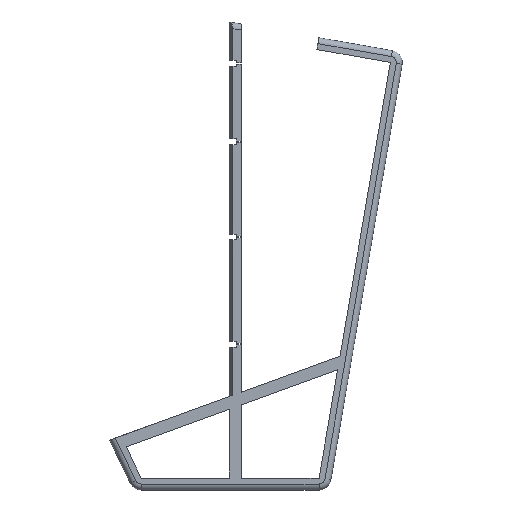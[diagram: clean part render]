
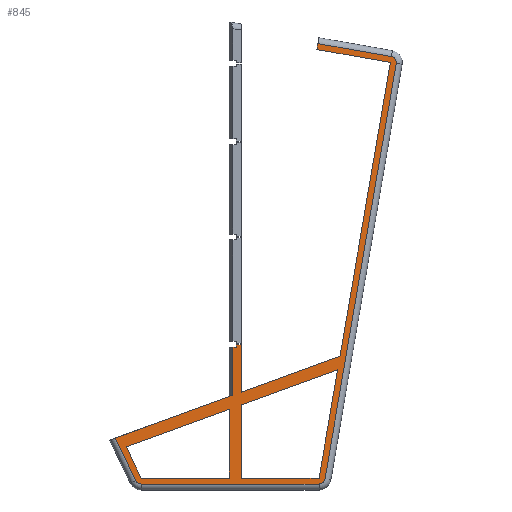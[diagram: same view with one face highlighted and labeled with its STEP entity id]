
A CAD part, top view. The second image highlights one B-rep face of the part: STEP entity #845.
In plain terms, the highlighted planar face has unit normal (0, 0, 1).
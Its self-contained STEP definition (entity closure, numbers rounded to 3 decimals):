
#36=CARTESIAN_POINT('Axis2P3D Location',(425.154,64.931,6.)) ;
#40=CARTESIAN_POINT('Vertex',(426.196,70.839,6.)) ;
#42=CARTESIAN_POINT('Vertex',(431.067,63.916,6.)) ;
#76=CARTESIAN_POINT('Line Origine',(396.42,-138.091,6.)) ;
#80=CARTESIAN_POINT('Vertex',(359.215,-355.014,6.)) ;
#107=CARTESIAN_POINT('Axis2P3D Location',(353.301,-354.,6.)) ;
#111=CARTESIAN_POINT('Vertex',(353.301,-360.,6.)) ;
#138=CARTESIAN_POINT('Line Origine',(289.729,-360.,6.)) ;
#142=CARTESIAN_POINT('Vertex',(173.972,-360.,6.)) ;
#169=CARTESIAN_POINT('Axis2P3D Location',(173.972,-354.,6.)) ;
#173=CARTESIAN_POINT('Vertex',(168.562,-356.595,6.)) ;
#209=CARTESIAN_POINT('Vertex',(147.969,-313.656,6.)) ;
#217=CARTESIAN_POINT('Line Origine',(150.064,-318.024,6.)) ;
#234=CARTESIAN_POINT('Line Origine',(270.,-220.875,6.)) ;
#238=CARTESIAN_POINT('Vertex',(270.,-222.,6.)) ;
#240=CARTESIAN_POINT('Vertex',(270.,-219.75,6.)) ;
#274=CARTESIAN_POINT('Line Origine',(272.5,-219.75,6.)) ;
#278=CARTESIAN_POINT('Vertex',(275.,-219.75,6.)) ;
#305=CARTESIAN_POINT('Line Origine',(275.,-243.585,6.)) ;
#309=CARTESIAN_POINT('Vertex',(275.,-267.421,6.)) ;
#336=CARTESIAN_POINT('Line Origine',(324.677,-249.34,6.)) ;
#340=CARTESIAN_POINT('Vertex',(374.353,-231.259,6.)) ;
#367=CARTESIAN_POINT('Line Origine',(399.753,-83.164,6.)) ;
#371=CARTESIAN_POINT('Vertex',(425.154,64.931,6.)) ;
#398=CARTESIAN_POINT('Line Origine',(388.093,71.465,6.)) ;
#402=CARTESIAN_POINT('Vertex',(351.033,78.,6.)) ;
#433=CARTESIAN_POINT('Vertex',(352.075,83.909,6.)) ;
#443=CARTESIAN_POINT('Line Origine',(351.554,80.954,6.)) ;
#460=CARTESIAN_POINT('Line Origine',(289.729,94.902,6.)) ;
#477=CARTESIAN_POINT('Line Origine',(362.659,-299.44,6.)) ;
#481=CARTESIAN_POINT('Vertex',(353.301,-354.,6.)) ;
#483=CARTESIAN_POINT('Vertex',(372.017,-244.879,6.)) ;
#517=CARTESIAN_POINT('Line Origine',(323.508,-262.535,6.)) ;
#521=CARTESIAN_POINT('Vertex',(275.,-280.191,6.)) ;
#543=CARTESIAN_POINT('Line Origine',(275.,-317.095,6.)) ;
#547=CARTESIAN_POINT('Vertex',(275.,-354.,6.)) ;
#574=CARTESIAN_POINT('Line Origine',(314.151,-354.,6.)) ;
#596=CARTESIAN_POINT('Line Origine',(166.41,-338.233,6.)) ;
#600=CARTESIAN_POINT('Vertex',(158.849,-322.466,6.)) ;
#602=CARTESIAN_POINT('Vertex',(173.972,-354.,6.)) ;
#631=CARTESIAN_POINT('Line Origine',(218.486,-354.,6.)) ;
#635=CARTESIAN_POINT('Vertex',(263.,-354.,6.)) ;
#662=CARTESIAN_POINT('Line Origine',(263.,-319.279,6.)) ;
#666=CARTESIAN_POINT('Vertex',(263.,-284.558,6.)) ;
#688=CARTESIAN_POINT('Line Origine',(210.924,-303.512,6.)) ;
#765=CARTESIAN_POINT('Vertex',(266.464,-270.527,6.)) ;
#768=CARTESIAN_POINT('Line Origine',(207.217,-292.092,6.)) ;
#785=CARTESIAN_POINT('Line Origine',(268.232,-222.,6.)) ;
#789=CARTESIAN_POINT('Vertex',(266.464,-222.,6.)) ;
#804=CARTESIAN_POINT('Axis2P3D Location',(0.,0.,6.)) ;
#809=CARTESIAN_POINT('Line Origine',(266.464,-246.264,6.)) ;
#78=VECTOR('Line Direction',#77,1.) ;
#140=VECTOR('Line Direction',#139,1.) ;
#219=VECTOR('Line Direction',#218,1.) ;
#236=VECTOR('Line Direction',#235,1.) ;
#276=VECTOR('Line Direction',#275,1.) ;
#307=VECTOR('Line Direction',#306,1.) ;
#338=VECTOR('Line Direction',#337,1.) ;
#369=VECTOR('Line Direction',#368,1.) ;
#400=VECTOR('Line Direction',#399,1.) ;
#445=VECTOR('Line Direction',#444,1.) ;
#462=VECTOR('Line Direction',#461,1.) ;
#479=VECTOR('Line Direction',#478,1.) ;
#519=VECTOR('Line Direction',#518,1.) ;
#545=VECTOR('Line Direction',#544,1.) ;
#576=VECTOR('Line Direction',#575,1.) ;
#598=VECTOR('Line Direction',#597,1.) ;
#633=VECTOR('Line Direction',#632,1.) ;
#664=VECTOR('Line Direction',#663,1.) ;
#690=VECTOR('Line Direction',#689,1.) ;
#770=VECTOR('Line Direction',#769,1.) ;
#787=VECTOR('Line Direction',#786,1.) ;
#811=VECTOR('Line Direction',#810,1.) ;
#37=DIRECTION('Axis2P3D Direction',(0.,0.,-1.)) ;
#77=DIRECTION('Vector Direction',(-0.169,-0.986,0.)) ;
#108=DIRECTION('Axis2P3D Direction',(0.,-0.,-1.)) ;
#139=DIRECTION('Vector Direction',(-1.,0.,0.)) ;
#170=DIRECTION('Axis2P3D Direction',(0.,-0.,-1.)) ;
#218=DIRECTION('Vector Direction',(-0.432,0.902,0.)) ;
#235=DIRECTION('Vector Direction',(0.,-1.,0.)) ;
#275=DIRECTION('Vector Direction',(-1.,0.,0.)) ;
#306=DIRECTION('Vector Direction',(0.,-1.,0.)) ;
#337=DIRECTION('Vector Direction',(-0.94,-0.342,0.)) ;
#368=DIRECTION('Vector Direction',(0.169,0.986,0.)) ;
#399=DIRECTION('Vector Direction',(-0.985,0.174,0.)) ;
#444=DIRECTION('Vector Direction',(0.174,0.985,0.)) ;
#461=DIRECTION('Vector Direction',(0.985,-0.174,0.)) ;
#478=DIRECTION('Vector Direction',(0.169,0.986,0.)) ;
#518=DIRECTION('Vector Direction',(-0.94,-0.342,0.)) ;
#544=DIRECTION('Vector Direction',(0.,-1.,0.)) ;
#575=DIRECTION('Vector Direction',(1.,0.,0.)) ;
#597=DIRECTION('Vector Direction',(0.432,-0.902,0.)) ;
#632=DIRECTION('Vector Direction',(1.,0.,0.)) ;
#663=DIRECTION('Vector Direction',(0.,1.,0.)) ;
#689=DIRECTION('Vector Direction',(-0.94,-0.342,0.)) ;
#769=DIRECTION('Vector Direction',(0.94,0.342,0.)) ;
#786=DIRECTION('Vector Direction',(-1.,0.,0.)) ;
#805=DIRECTION('Axis2P3D Direction',(0.,0.,-1.)) ;
#806=DIRECTION('Axis2P3D XDirection',(1.,0.,0.)) ;
#810=DIRECTION('Vector Direction',(0.,1.,0.)) ;
#38=AXIS2_PLACEMENT_3D('Circle Axis2P3D',#36,#37,$) ;
#109=AXIS2_PLACEMENT_3D('Circle Axis2P3D',#107,#108,$) ;
#171=AXIS2_PLACEMENT_3D('Circle Axis2P3D',#169,#170,$) ;
#807=AXIS2_PLACEMENT_3D('Plane Axis2P3D',#804,#805,#806) ;
#79=LINE('Line',#76,#78) ;
#141=LINE('Line',#138,#140) ;
#220=LINE('Line',#217,#219) ;
#237=LINE('Line',#234,#236) ;
#277=LINE('Line',#274,#276) ;
#308=LINE('Line',#305,#307) ;
#339=LINE('Line',#336,#338) ;
#370=LINE('Line',#367,#369) ;
#401=LINE('Line',#398,#400) ;
#446=LINE('Line',#443,#445) ;
#463=LINE('Line',#460,#462) ;
#480=LINE('Line',#477,#479) ;
#520=LINE('Line',#517,#519) ;
#546=LINE('Line',#543,#545) ;
#577=LINE('Line',#574,#576) ;
#599=LINE('Line',#596,#598) ;
#634=LINE('Line',#631,#633) ;
#665=LINE('Line',#662,#664) ;
#691=LINE('Line',#688,#690) ;
#771=LINE('Line',#768,#770) ;
#788=LINE('Line',#785,#787) ;
#812=LINE('Line',#809,#811) ;
#39=CIRCLE('generated circle',#38,6.) ;
#110=CIRCLE('generated circle',#109,6.) ;
#172=CIRCLE('generated circle',#171,6.) ;
#808=PLANE('',#807) ;
#838=FACE_BOUND('',#833,.T.) ;
#844=FACE_BOUND('',#839,.T.) ;
#44=EDGE_CURVE('',#41,#43,#39,.T.) ;
#82=EDGE_CURVE('',#43,#81,#79,.T.) ;
#113=EDGE_CURVE('',#81,#112,#110,.T.) ;
#144=EDGE_CURVE('',#112,#143,#141,.T.) ;
#175=EDGE_CURVE('',#143,#174,#172,.T.) ;
#221=EDGE_CURVE('',#174,#210,#220,.T.) ;
#242=EDGE_CURVE('',#239,#241,#237,.F.) ;
#280=EDGE_CURVE('',#241,#279,#277,.F.) ;
#311=EDGE_CURVE('',#279,#310,#308,.T.) ;
#342=EDGE_CURVE('',#310,#341,#339,.F.) ;
#373=EDGE_CURVE('',#341,#372,#370,.T.) ;
#404=EDGE_CURVE('',#372,#403,#401,.T.) ;
#447=EDGE_CURVE('',#403,#434,#446,.T.) ;
#464=EDGE_CURVE('',#434,#41,#463,.T.) ;
#485=EDGE_CURVE('',#482,#484,#480,.T.) ;
#523=EDGE_CURVE('',#484,#522,#520,.T.) ;
#549=EDGE_CURVE('',#522,#548,#546,.T.) ;
#578=EDGE_CURVE('',#548,#482,#577,.T.) ;
#604=EDGE_CURVE('',#601,#603,#599,.T.) ;
#637=EDGE_CURVE('',#603,#636,#634,.T.) ;
#668=EDGE_CURVE('',#636,#667,#665,.T.) ;
#692=EDGE_CURVE('',#667,#601,#691,.T.) ;
#772=EDGE_CURVE('',#766,#210,#771,.F.) ;
#791=EDGE_CURVE('',#790,#239,#788,.F.) ;
#813=EDGE_CURVE('',#766,#790,#812,.T.) ;
#815=ORIENTED_EDGE('',*,*,#813,.F.) ;
#816=ORIENTED_EDGE('',*,*,#772,.T.) ;
#817=ORIENTED_EDGE('',*,*,#221,.F.) ;
#818=ORIENTED_EDGE('',*,*,#175,.F.) ;
#819=ORIENTED_EDGE('',*,*,#144,.F.) ;
#820=ORIENTED_EDGE('',*,*,#113,.F.) ;
#821=ORIENTED_EDGE('',*,*,#82,.F.) ;
#822=ORIENTED_EDGE('',*,*,#44,.F.) ;
#823=ORIENTED_EDGE('',*,*,#464,.F.) ;
#824=ORIENTED_EDGE('',*,*,#447,.F.) ;
#825=ORIENTED_EDGE('',*,*,#404,.F.) ;
#826=ORIENTED_EDGE('',*,*,#373,.F.) ;
#827=ORIENTED_EDGE('',*,*,#342,.F.) ;
#828=ORIENTED_EDGE('',*,*,#311,.F.) ;
#829=ORIENTED_EDGE('',*,*,#280,.F.) ;
#830=ORIENTED_EDGE('',*,*,#242,.F.) ;
#831=ORIENTED_EDGE('',*,*,#791,.F.) ;
#834=ORIENTED_EDGE('',*,*,#578,.F.) ;
#835=ORIENTED_EDGE('',*,*,#549,.F.) ;
#836=ORIENTED_EDGE('',*,*,#523,.F.) ;
#837=ORIENTED_EDGE('',*,*,#485,.F.) ;
#840=ORIENTED_EDGE('',*,*,#692,.F.) ;
#841=ORIENTED_EDGE('',*,*,#668,.F.) ;
#842=ORIENTED_EDGE('',*,*,#637,.F.) ;
#843=ORIENTED_EDGE('',*,*,#604,.F.) ;
#814=EDGE_LOOP('',(#815,#816,#817,#818,#819,#820,#821,#822,#823,#824,#825,#826,#827,#828,#829,#830,#831)) ;
#833=EDGE_LOOP('',(#834,#835,#836,#837)) ;
#839=EDGE_LOOP('',(#840,#841,#842,#843)) ;
#41=VERTEX_POINT('',#40) ;
#43=VERTEX_POINT('',#42) ;
#81=VERTEX_POINT('',#80) ;
#112=VERTEX_POINT('',#111) ;
#143=VERTEX_POINT('',#142) ;
#174=VERTEX_POINT('',#173) ;
#210=VERTEX_POINT('',#209) ;
#239=VERTEX_POINT('',#238) ;
#241=VERTEX_POINT('',#240) ;
#279=VERTEX_POINT('',#278) ;
#310=VERTEX_POINT('',#309) ;
#341=VERTEX_POINT('',#340) ;
#372=VERTEX_POINT('',#371) ;
#403=VERTEX_POINT('',#402) ;
#434=VERTEX_POINT('',#433) ;
#482=VERTEX_POINT('',#481) ;
#484=VERTEX_POINT('',#483) ;
#522=VERTEX_POINT('',#521) ;
#548=VERTEX_POINT('',#547) ;
#601=VERTEX_POINT('',#600) ;
#603=VERTEX_POINT('',#602) ;
#636=VERTEX_POINT('',#635) ;
#667=VERTEX_POINT('',#666) ;
#766=VERTEX_POINT('',#765) ;
#790=VERTEX_POINT('',#789) ;
#845=ADVANCED_FACE('PartBody',(#832,#838,#844),#808,.F.) ;
#832=FACE_OUTER_BOUND('',#814,.T.) ;
